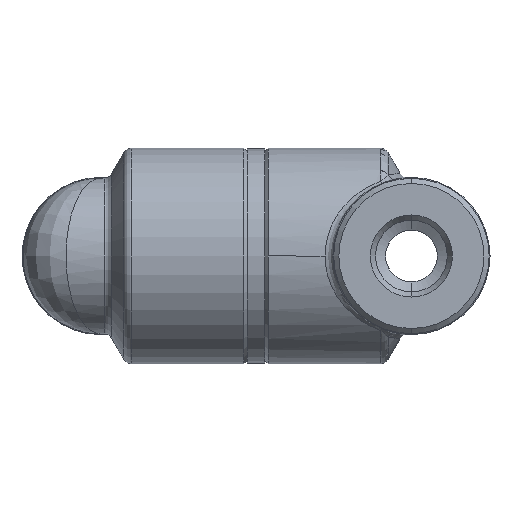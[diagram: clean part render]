
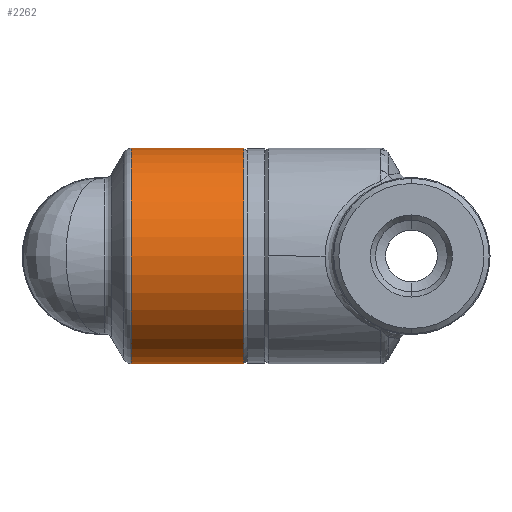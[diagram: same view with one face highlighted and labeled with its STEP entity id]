
A CAD part, left-side view. The second image highlights one B-rep face of the part: STEP entity #2262.
In plain terms, the highlighted cylindrical face has radius 6.25 mm (diameter 12.5 mm), a partial arc.
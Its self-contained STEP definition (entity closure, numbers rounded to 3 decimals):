
#590 = CARTESIAN_POINT ( 'NONE',  ( 0., 0.7, 0. ) ) ;
#672 = DIRECTION ( 'NONE',  ( 0., 0., 1. ) ) ;
#673 = DIRECTION ( 'NONE',  ( 0., 1., 0. ) ) ;
#674 = AXIS2_PLACEMENT_3D ( 'NONE', #590, #673, #672 ) ;
#675 = CIRCLE ( 'NONE', #674, 6.25 ) ;
#1615 = EDGE_CURVE ( 'NONE', #1690, #1653, #3502, .T. ) ;
#1653 = VERTEX_POINT ( 'NONE', #3393 ) ;
#1687 = EDGE_CURVE ( 'NONE', #1710, #1653, #3726, .T. ) ;
#1690 = VERTEX_POINT ( 'NONE', #3727 ) ;
#1704 = EDGE_CURVE ( 'NONE', #1709, #1690, #3716, .T. ) ;
#1709 = VERTEX_POINT ( 'NONE', #3711 ) ;
#1710 = VERTEX_POINT ( 'NONE', #3710 ) ;
#2254 = EDGE_LOOP ( 'NONE', ( #2256, #2257, #2258, #2302 ) ) ;
#2256 = ORIENTED_EDGE ( 'NONE', *, *, #1687, .F. ) ;
#2257 = ORIENTED_EDGE ( 'NONE', *, *, #2515, .T. ) ;
#2258 = ORIENTED_EDGE ( 'NONE', *, *, #1704, .T. ) ;
#2262 = ADVANCED_FACE ( 'NONE', ( #5506 ), #5505, .T. ) ;
#2302 = ORIENTED_EDGE ( 'NONE', *, *, #1615, .T. ) ;
#2515 = EDGE_CURVE ( 'NONE', #1710, #1709, #675, .T. ) ;
#3393 = CARTESIAN_POINT ( 'NONE',  ( 0., 7.211, -6.25 ) ) ;
#3498 = DIRECTION ( 'NONE',  ( 0., 0., -1. ) ) ;
#3499 = DIRECTION ( 'NONE',  ( 0., -1., 0. ) ) ;
#3500 = CARTESIAN_POINT ( 'NONE',  ( 0., 7.211, 0. ) ) ;
#3501 = AXIS2_PLACEMENT_3D ( 'NONE', #3500, #3499, #3498 ) ;
#3502 = CIRCLE ( 'NONE', #3501, 6.25 ) ;
#3710 = CARTESIAN_POINT ( 'NONE',  ( 0., 0.7, -6.25 ) ) ;
#3711 = CARTESIAN_POINT ( 'NONE',  ( 0., 0.7, 6.25 ) ) ;
#3715 = CARTESIAN_POINT ( 'NONE',  ( 0., 14.805, 6.25 ) ) ;
#3716 = LINE ( 'NONE', #3715, #3737 ) ;
#3724 = DIRECTION ( 'NONE',  ( 0., 1., 0. ) ) ;
#3725 = CARTESIAN_POINT ( 'NONE',  ( 0., 14.805, -6.25 ) ) ;
#3726 = LINE ( 'NONE', #3725, #3731 ) ;
#3727 = CARTESIAN_POINT ( 'NONE',  ( 0., 7.211, 6.25 ) ) ;
#3731 = VECTOR ( 'NONE', #3724, 1000. ) ;
#3736 = DIRECTION ( 'NONE',  ( 0., 1., 0. ) ) ;
#3737 = VECTOR ( 'NONE', #3736, 1000. ) ;
#5501 = DIRECTION ( 'NONE',  ( 0., 0., 1. ) ) ;
#5502 = DIRECTION ( 'NONE',  ( 0., 1., 0. ) ) ;
#5503 = AXIS2_PLACEMENT_3D ( 'NONE', #5504, #5502, #5501 ) ;
#5504 = CARTESIAN_POINT ( 'NONE',  ( 0., 14.805, 0. ) ) ;
#5505 = CYLINDRICAL_SURFACE ( 'NONE', #5503, 6.25 ) ;
#5506 = FACE_OUTER_BOUND ( 'NONE', #2254, .T. ) ;
